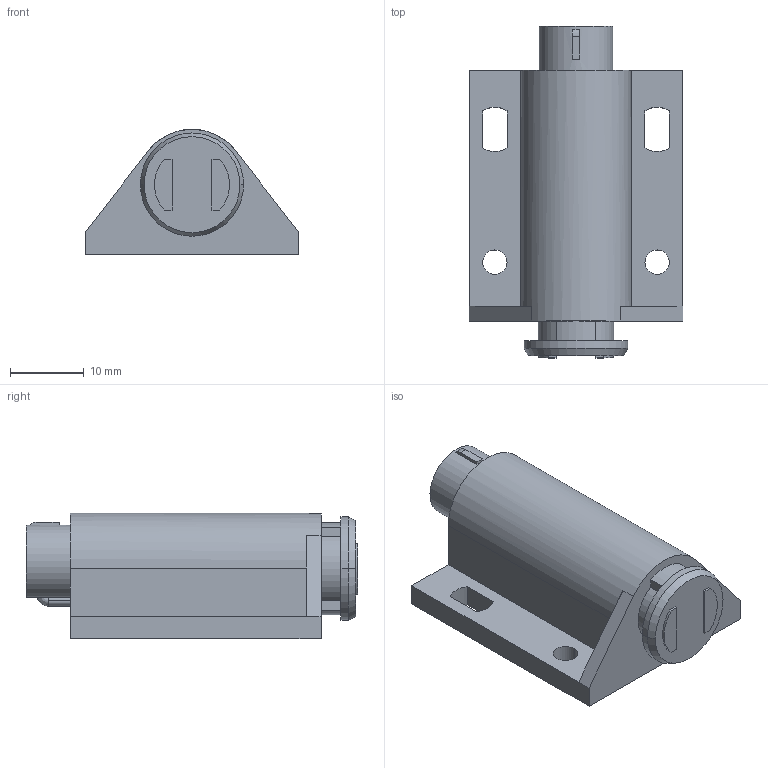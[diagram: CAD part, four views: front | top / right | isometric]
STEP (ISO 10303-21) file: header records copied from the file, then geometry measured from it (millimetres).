
FILE_DESCRIPTION( (''), '2;1');
FILE_NAME ('PC003.15228.TL_444_11709.stp','2024-12-20T17:34:19',(''),(''),'spGate 19.8.4 (****-****-****-****)','','');
FILE_SCHEMA (('AUTOMOTIVE_DESIGN'));
Length unit declared in the file: millimetre
Products named in the file (3): Assembly; body; latch
Assembly tree (2 placements, depth 2):
  Assembly
    body
    latch
Bounding box: 29 x 45 x 17 mm (x, y, z)
Volume: 10104.4 mm3; surface area: 5198.3 mm2
Topology: 2 solids, 2 shells, 77 faces, 199 edges, 130 vertices
Faces by surface type: plane 47, cylinder 27, bspline 3
Entity records: 4051 total; most frequent: CARTESIAN_POINT 466, DIRECTION 410, ORIENTED_EDGE 394, COLOUR_RGB 276, PRESENTATION_STYLE_ASSIGNMENT 276, STYLED_ITEM 276, EDGE_CURVE 197, DRAUGHTING_PRE_DEFINED_CURVE_FONT 197
